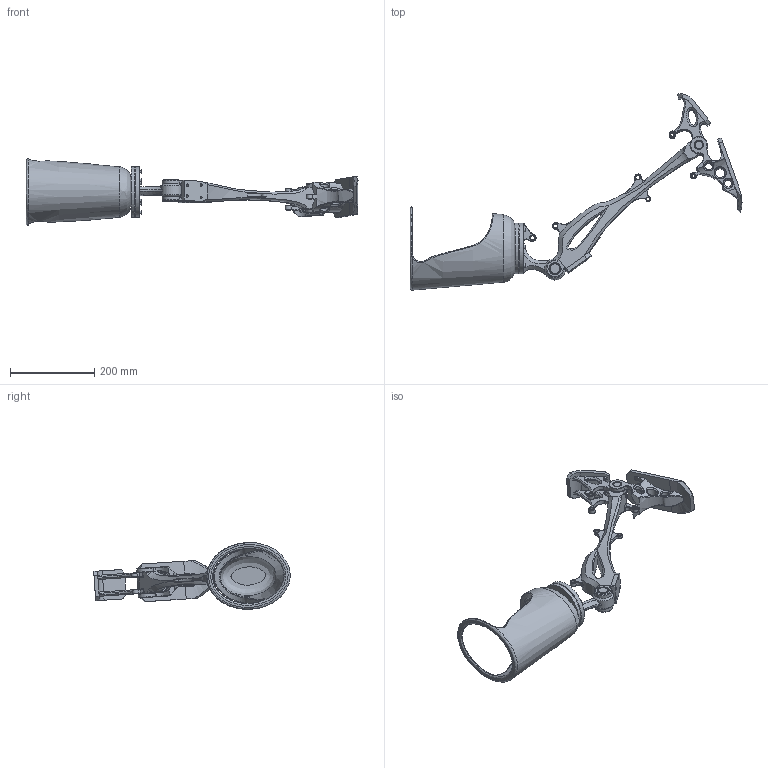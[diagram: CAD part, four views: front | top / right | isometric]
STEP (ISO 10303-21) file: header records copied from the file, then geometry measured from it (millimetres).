
FILE_DESCRIPTION(/* description */ (''),/* implementation_level */ '2;1');
FILE_NAME(/* name */ 'leg.stp',/* time_stamp */ '2019-12-11T14:42:43+01:00',/* author */ ('f.janzen'),/* organization */ (''),/* preprocessor_version */ 'ST-DEVELOPER v18',/* originating_system */ 'Autodesk Inventor 2020',/* authorisation */ '');
FILE_SCHEMA (('AUTOMOTIVE_DESIGN { 1 0 10303 214 3 1 1 }'));
Length unit declared in the file: millimetre
Products named in the file (7): leg; H; K1; AS 1420 - 1973 - M5 x 10; Leg_1; FH; HV
Assembly tree (11 placements, depth 2):
  leg
    H
    K1
    AS 1420 - 1973 - M5 x 10  x6
    Leg_1
    FH
    HV
Bounding box: 790.19 x 467.31 x 158.7 mm (x, y, z)
Volume: 2443777.3 mm3; surface area: 409527.1 mm2
Topology: 11 solids, 11 shells, 474 faces, 1285 edges, 845 vertices
Faces by surface type: bspline 184, plane 141, cone 75, cylinder 62, torus 12
Full cylindrical faces by diameter (mm): 4.53 x6, 5 x6, 6 x4, 8 x2, 8.5 x6, 10 x5, 19.215 x1, 20 x6, 25 x4, 50 x1, 120 x2
Entity records: 25656 total; most frequent: CARTESIAN_POINT 16680, ORIENTED_EDGE 2154, DIRECTION 1201, EDGE_CURVE 1077, VERTEX_POINT 700, B_SPLINE_CURVE_WITH_KNOTS 561, EDGE_LOOP 465, AXIS2_PLACEMENT_3D 464
